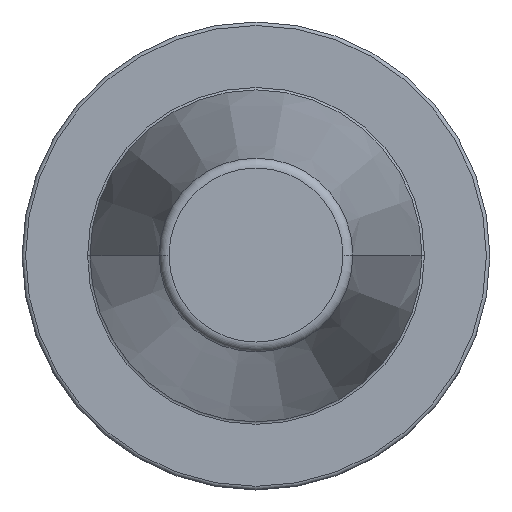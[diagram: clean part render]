
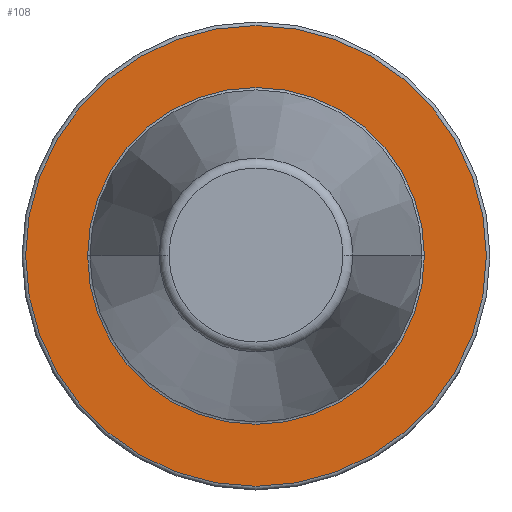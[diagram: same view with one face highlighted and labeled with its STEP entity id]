
A CAD part, top view. The second image highlights one B-rep face of the part: STEP entity #108.
In plain terms, the highlighted planar face has unit normal (0, 0, 1).
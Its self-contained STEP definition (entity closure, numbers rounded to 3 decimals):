
#38=PLANE('',#812);
#49=FACE_BOUND('',#216,.T.);
#50=FACE_BOUND('',#217,.T.);
#108=ADVANCED_FACE('',(#49,#50),#38,.F.);
#216=EDGE_LOOP('',(#411));
#217=EDGE_LOOP('',(#412,#413));
#250=CIRCLE('',#744,35.425);
#252=CIRCLE('',#747,35.425);
#294=CIRCLE('',#811,48.46);
#411=ORIENTED_EDGE('',*,*,#627,.T.);
#412=ORIENTED_EDGE('',*,*,#566,.T.);
#413=ORIENTED_EDGE('',*,*,#568,.T.);
#507=VERTEX_POINT('',#1145);
#510=VERTEX_POINT('',#1150);
#548=VERTEX_POINT('',#1273);
#566=EDGE_CURVE('',#507,#510,#250,.T.);
#568=EDGE_CURVE('',#510,#507,#252,.T.);
#627=EDGE_CURVE('',#548,#548,#294,.T.);
#744=AXIS2_PLACEMENT_3D('',#1151,#882,#883);
#747=AXIS2_PLACEMENT_3D('',#1154,#888,#889);
#811=AXIS2_PLACEMENT_3D('',#1272,#1033,#1034);
#812=AXIS2_PLACEMENT_3D('',#1274,#1035,#1036);
#882=DIRECTION('',(0.,0.,-1.));
#883=DIRECTION('',(-1.,0.,0.));
#888=DIRECTION('',(0.,0.,-1.));
#889=DIRECTION('',(-1.,0.,0.));
#1033=DIRECTION('',(0.,0.,1.));
#1034=DIRECTION('',(-1.,0.,0.));
#1035=DIRECTION('',(0.,0.,-1.));
#1036=DIRECTION('',(1.,0.,0.));
#1145=CARTESIAN_POINT('',(-35.425,0.,-3.2));
#1150=CARTESIAN_POINT('',(35.425,0.,-3.2));
#1151=CARTESIAN_POINT('',(0.,0.,-3.2));
#1154=CARTESIAN_POINT('',(0.,0.,-3.2));
#1272=CARTESIAN_POINT('',(0.,0.,-3.2));
#1273=CARTESIAN_POINT('',(-48.46,0.,-3.2));
#1274=CARTESIAN_POINT('',(0.,35.425,-3.2));
